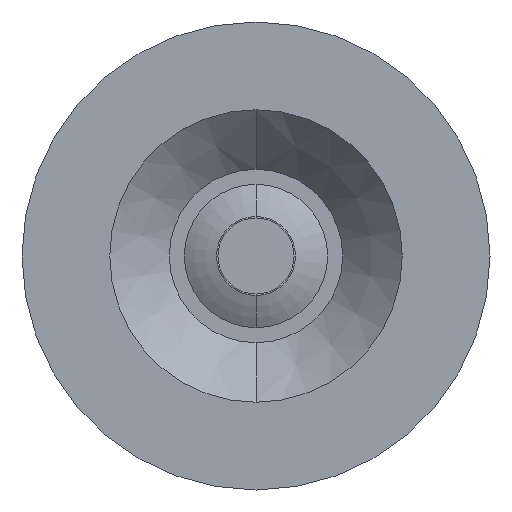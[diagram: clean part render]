
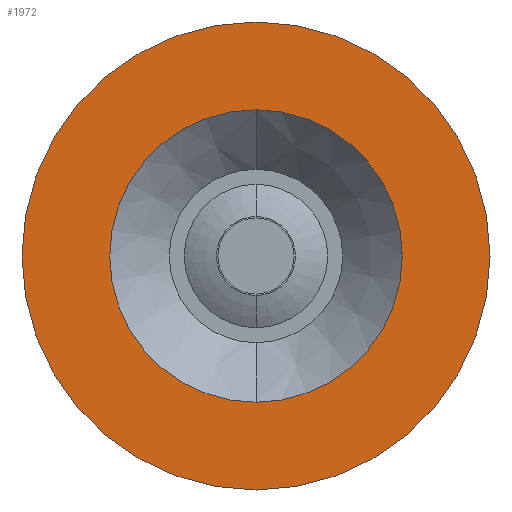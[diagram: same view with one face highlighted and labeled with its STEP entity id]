
A CAD part, front view. The second image highlights one B-rep face of the part: STEP entity #1972.
In plain terms, the highlighted planar face has unit normal (0, -1, 0).
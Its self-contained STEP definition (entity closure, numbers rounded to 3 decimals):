
#34 = DIRECTION ( 'NONE',  ( 0., 0., 1. ) ) ;
#56 = AXIS2_PLACEMENT_3D ( 'NONE', #421, #429, #946 ) ;
#67 = EDGE_LOOP ( 'NONE', ( #663, #278 ) ) ;
#116 = DIRECTION ( 'NONE',  ( 0., -1., 0. ) ) ;
#136 = CARTESIAN_POINT ( 'NONE',  ( 0., 0., 0. ) ) ;
#262 = FACE_OUTER_BOUND ( 'NONE', #67, .T. ) ;
#278 = ORIENTED_EDGE ( 'NONE', *, *, #649, .T. ) ;
#298 = CIRCLE ( 'NONE', #1737, 25. ) ;
#373 = PLANE ( 'NONE',  #1967 ) ;
#421 = CARTESIAN_POINT ( 'NONE',  ( 0., 0., 0. ) ) ;
#429 = DIRECTION ( 'NONE',  ( 0., 1., 0. ) ) ;
#573 = VERTEX_POINT ( 'NONE', #1205 ) ;
#606 = CARTESIAN_POINT ( 'NONE',  ( -40., 0., 0. ) ) ;
#649 = EDGE_CURVE ( 'NONE', #1629, #1260, #1611, .T. ) ;
#663 = ORIENTED_EDGE ( 'NONE', *, *, #1648, .T. ) ;
#720 = DIRECTION ( 'NONE',  ( 0., 1., 0. ) ) ;
#829 = ORIENTED_EDGE ( 'NONE', *, *, #1658, .T. ) ;
#946 = DIRECTION ( 'NONE',  ( 0., 0., 1. ) ) ;
#977 = CIRCLE ( 'NONE', #56, 25. ) ;
#994 = CARTESIAN_POINT ( 'NONE',  ( 0., 0., -40. ) ) ;
#1017 = DIRECTION ( 'NONE',  ( 0., 0., -1. ) ) ;
#1037 = VERTEX_POINT ( 'NONE', #1475 ) ;
#1108 = DIRECTION ( 'NONE',  ( 0., 1., 0. ) ) ;
#1205 = CARTESIAN_POINT ( 'NONE',  ( 0., 0., 25. ) ) ;
#1260 = VERTEX_POINT ( 'NONE', #994 ) ;
#1475 = CARTESIAN_POINT ( 'NONE',  ( 0., 0., -25. ) ) ;
#1526 = DIRECTION ( 'NONE',  ( 0., -1., 0. ) ) ;
#1530 = DIRECTION ( 'NONE',  ( 0., 0., 1. ) ) ;
#1605 = CARTESIAN_POINT ( 'NONE',  ( 0., 0., 0. ) ) ;
#1611 = CIRCLE ( 'NONE', #1822, 40. ) ;
#1629 = VERTEX_POINT ( 'NONE', #1644 ) ;
#1644 = CARTESIAN_POINT ( 'NONE',  ( 0., 0., 40. ) ) ;
#1648 = EDGE_CURVE ( 'NONE', #1260, #1629, #1881, .T. ) ;
#1658 = EDGE_CURVE ( 'NONE', #573, #1037, #977, .T. ) ;
#1737 = AXIS2_PLACEMENT_3D ( 'NONE', #1605, #1108, #1530 ) ;
#1768 = FACE_BOUND ( 'NONE', #1830, .T. ) ;
#1822 = AXIS2_PLACEMENT_3D ( 'NONE', #2164, #1526, #1017 ) ;
#1830 = EDGE_LOOP ( 'NONE', ( #829, #2146 ) ) ;
#1881 = CIRCLE ( 'NONE', #2093, 40. ) ;
#1942 = EDGE_CURVE ( 'NONE', #1037, #573, #298, .T. ) ;
#1967 = AXIS2_PLACEMENT_3D ( 'NONE', #606, #720, #34 ) ;
#1972 = ADVANCED_FACE ( 'NONE', ( #1768, #262 ), #373, .F. ) ;
#2093 = AXIS2_PLACEMENT_3D ( 'NONE', #136, #116, #2139 ) ;
#2139 = DIRECTION ( 'NONE',  ( 0., 0., -1. ) ) ;
#2146 = ORIENTED_EDGE ( 'NONE', *, *, #1942, .T. ) ;
#2164 = CARTESIAN_POINT ( 'NONE',  ( 0., 0., 0. ) ) ;
